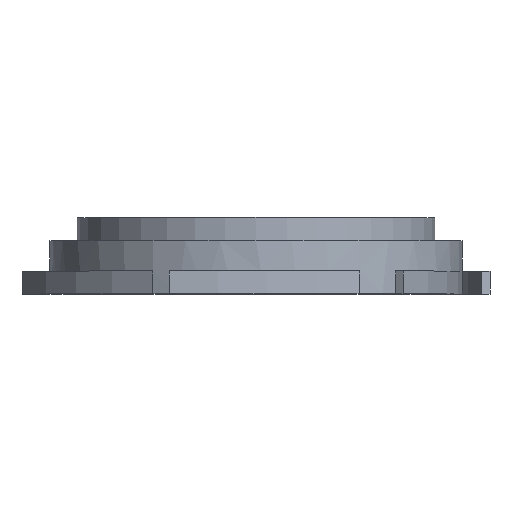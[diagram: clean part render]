
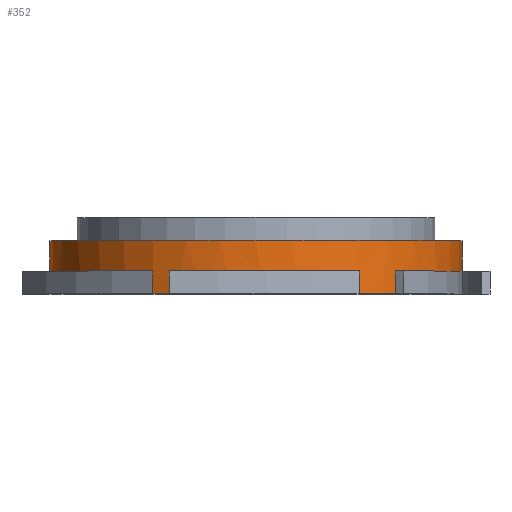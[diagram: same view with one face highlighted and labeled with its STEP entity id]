
A CAD part, top view. The second image highlights one B-rep face of the part: STEP entity #352.
In plain terms, the highlighted cylindrical face has radius 27 mm (diameter 54 mm), a partial arc.
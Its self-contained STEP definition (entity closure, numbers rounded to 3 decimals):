
#5 = ORIENTED_EDGE ( 'NONE', *, *, #438, .F. ) ;
#49 = EDGE_CURVE ( 'NONE', #1217, #745, #878, .T. ) ;
#63 = AXIS2_PLACEMENT_3D ( 'NONE', #842, #754, #941 ) ;
#66 = DIRECTION ( 'NONE',  ( 0., 1., 0. ) ) ;
#67 = VERTEX_POINT ( 'NONE', #1072 ) ;
#77 = DIRECTION ( 'NONE',  ( 1., 0., 0. ) ) ;
#82 = ORIENTED_EDGE ( 'NONE', *, *, #1145, .T. ) ;
#94 = EDGE_CURVE ( 'NONE', #1180, #1109, #771, .T. ) ;
#96 = CIRCLE ( 'NONE', #990, 27. ) ;
#100 = EDGE_CURVE ( 'NONE', #931, #494, #338, .T. ) ;
#102 = EDGE_CURVE ( 'NONE', #611, #745, #96, .T. ) ;
#106 = ORIENTED_EDGE ( 'NONE', *, *, #574, .T. ) ;
#109 = AXIS2_PLACEMENT_3D ( 'NONE', #505, #930, #1016 ) ;
#126 = ORIENTED_EDGE ( 'NONE', *, *, #828, .T. ) ;
#131 = LINE ( 'NONE', #876, #946 ) ;
#150 = EDGE_CURVE ( 'NONE', #329, #622, #131, .T. ) ;
#155 = VERTEX_POINT ( 'NONE', #1299 ) ;
#159 = DIRECTION ( 'NONE',  ( 0., 1., 0. ) ) ;
#179 = AXIS2_PLACEMENT_3D ( 'NONE', #371, #260, #677 ) ;
#189 = CARTESIAN_POINT ( 'NONE',  ( 27., -7., 0. ) ) ;
#191 = VERTEX_POINT ( 'NONE', #1187 ) ;
#203 = CARTESIAN_POINT ( 'NONE',  ( 13.5, -10., 23.383 ) ) ;
#209 = VECTOR ( 'NONE', #229, 1000. ) ;
#229 = DIRECTION ( 'NONE',  ( 0., 1., 0. ) ) ;
#232 = CARTESIAN_POINT ( 'NONE',  ( -23.065, -10., 14.036 ) ) ;
#242 = DIRECTION ( 'NONE',  ( 0., 1., 0. ) ) ;
#246 = VECTOR ( 'NONE', #962, 1000. ) ;
#248 = DIRECTION ( 'NONE',  ( -1., 0., 0. ) ) ;
#252 = EDGE_CURVE ( 'NONE', #67, #611, #636, .T. ) ;
#254 = CYLINDRICAL_SURFACE ( 'NONE', #719, 27. ) ;
#260 = DIRECTION ( 'NONE',  ( 0., -1., 0. ) ) ;
#286 = CARTESIAN_POINT ( 'NONE',  ( 13.5, -7., 23.383 ) ) ;
#288 = DIRECTION ( 'NONE',  ( 0., 1., 0. ) ) ;
#309 = EDGE_CURVE ( 'NONE', #931, #329, #892, .T. ) ;
#323 = ORIENTED_EDGE ( 'NONE', *, *, #723, .F. ) ;
#329 = VERTEX_POINT ( 'NONE', #411 ) ;
#338 = LINE ( 'NONE', #1181, #209 ) ;
#352 = ADVANCED_FACE ( 'NONE', ( #902 ), #254, .T. ) ;
#371 = CARTESIAN_POINT ( 'NONE',  ( 0., -10., 0. ) ) ;
#405 = CARTESIAN_POINT ( 'NONE',  ( 0.623, -10., 26.993 ) ) ;
#411 = CARTESIAN_POINT ( 'NONE',  ( -27., -10., 0. ) ) ;
#438 = EDGE_CURVE ( 'NONE', #67, #191, #1383, .T. ) ;
#445 = DIRECTION ( 'NONE',  ( 0., 1., 0. ) ) ;
#451 = DIRECTION ( 'NONE',  ( -1., 0., 0. ) ) ;
#461 = DIRECTION ( 'NONE',  ( 0., 1., 0. ) ) ;
#474 = LINE ( 'NONE', #1339, #1345 ) ;
#482 = EDGE_CURVE ( 'NONE', #911, #1217, #600, .T. ) ;
#486 = DIRECTION ( 'NONE',  ( 0., 1., 0. ) ) ;
#490 = DIRECTION ( 'NONE',  ( -1., 0., 0. ) ) ;
#494 = VERTEX_POINT ( 'NONE', #594 ) ;
#505 = CARTESIAN_POINT ( 'NONE',  ( 0., -7., 0. ) ) ;
#517 = CARTESIAN_POINT ( 'NONE',  ( -13.5, -10., 23.383 ) ) ;
#535 = CIRCLE ( 'NONE', #109, 27. ) ;
#553 = EDGE_CURVE ( 'NONE', #494, #940, #1036, .T. ) ;
#574 = EDGE_CURVE ( 'NONE', #155, #1109, #1338, .T. ) ;
#575 = CARTESIAN_POINT ( 'NONE',  ( 0., -7., 0. ) ) ;
#577 = ORIENTED_EDGE ( 'NONE', *, *, #100, .T. ) ;
#589 = ORIENTED_EDGE ( 'NONE', *, *, #94, .F. ) ;
#594 = CARTESIAN_POINT ( 'NONE',  ( -23.065, -7., 14.036 ) ) ;
#600 = CIRCLE ( 'NONE', #1206, 27. ) ;
#611 = VERTEX_POINT ( 'NONE', #1099 ) ;
#616 = LINE ( 'NONE', #517, #1113 ) ;
#622 = VERTEX_POINT ( 'NONE', #1112 ) ;
#636 = LINE ( 'NONE', #405, #246 ) ;
#658 = ORIENTED_EDGE ( 'NONE', *, *, #150, .F. ) ;
#677 = DIRECTION ( 'NONE',  ( 1., 0., 0. ) ) ;
#704 = EDGE_LOOP ( 'NONE', ( #126, #106, #589, #963, #658, #1139, #577, #870, #323, #5, #1039, #795, #738, #1233, #82 ) ) ;
#719 = AXIS2_PLACEMENT_3D ( 'NONE', #575, #1306, #1204 ) ;
#723 = EDGE_CURVE ( 'NONE', #191, #940, #616, .T. ) ;
#734 = VECTOR ( 'NONE', #159, 1000. ) ;
#737 = CARTESIAN_POINT ( 'NONE',  ( 23.688, -7., 12.957 ) ) ;
#738 = ORIENTED_EDGE ( 'NONE', *, *, #49, .F. ) ;
#745 = VERTEX_POINT ( 'NONE', #286 ) ;
#754 = DIRECTION ( 'NONE',  ( 0., -1., 0. ) ) ;
#770 = CARTESIAN_POINT ( 'NONE',  ( -13.5, -7., 23.383 ) ) ;
#771 = CIRCLE ( 'NONE', #880, 27. ) ;
#775 = CARTESIAN_POINT ( 'NONE',  ( 0., -7., 0. ) ) ;
#795 = ORIENTED_EDGE ( 'NONE', *, *, #102, .T. ) ;
#820 = VECTOR ( 'NONE', #1033, 1000. ) ;
#828 = EDGE_CURVE ( 'NONE', #844, #155, #535, .T. ) ;
#842 = CARTESIAN_POINT ( 'NONE',  ( 0., -10., 0. ) ) ;
#844 = VERTEX_POINT ( 'NONE', #737 ) ;
#869 = VECTOR ( 'NONE', #1207, 1000. ) ;
#870 = ORIENTED_EDGE ( 'NONE', *, *, #553, .T. ) ;
#876 = CARTESIAN_POINT ( 'NONE',  ( -27., -10., 0. ) ) ;
#878 = LINE ( 'NONE', #1302, #869 ) ;
#880 = AXIS2_PLACEMENT_3D ( 'NONE', #1081, #445, #451 ) ;
#892 = CIRCLE ( 'NONE', #63, 27. ) ;
#902 = FACE_OUTER_BOUND ( 'NONE', #704, .T. ) ;
#910 = CARTESIAN_POINT ( 'NONE',  ( 27., -3., 0. ) ) ;
#911 = VERTEX_POINT ( 'NONE', #964 ) ;
#926 = CARTESIAN_POINT ( 'NONE',  ( 23.688, -10., 12.957 ) ) ;
#930 = DIRECTION ( 'NONE',  ( 0., 1., 0. ) ) ;
#931 = VERTEX_POINT ( 'NONE', #232 ) ;
#940 = VERTEX_POINT ( 'NONE', #770 ) ;
#941 = DIRECTION ( 'NONE',  ( 1., 0., 0. ) ) ;
#946 = VECTOR ( 'NONE', #461, 1000. ) ;
#962 = DIRECTION ( 'NONE',  ( 0., 1., 0. ) ) ;
#963 = ORIENTED_EDGE ( 'NONE', *, *, #1088, .F. ) ;
#964 = CARTESIAN_POINT ( 'NONE',  ( 23.688, -10., 12.957 ) ) ;
#990 = AXIS2_PLACEMENT_3D ( 'NONE', #775, #242, #248 ) ;
#1012 = LINE ( 'NONE', #926, #734 ) ;
#1016 = DIRECTION ( 'NONE',  ( -1., 0., 0. ) ) ;
#1033 = DIRECTION ( 'NONE',  ( 0., 1., 0. ) ) ;
#1036 = CIRCLE ( 'NONE', #1100, 27. ) ;
#1039 = ORIENTED_EDGE ( 'NONE', *, *, #252, .T. ) ;
#1072 = CARTESIAN_POINT ( 'NONE',  ( 0.623, -10., 26.993 ) ) ;
#1081 = CARTESIAN_POINT ( 'NONE',  ( 0., -3., 0. ) ) ;
#1088 = EDGE_CURVE ( 'NONE', #622, #1180, #474, .T. ) ;
#1099 = CARTESIAN_POINT ( 'NONE',  ( 0.623, -7., 26.993 ) ) ;
#1100 = AXIS2_PLACEMENT_3D ( 'NONE', #1238, #288, #490 ) ;
#1109 = VERTEX_POINT ( 'NONE', #910 ) ;
#1112 = CARTESIAN_POINT ( 'NONE',  ( -27., -7., 0. ) ) ;
#1113 = VECTOR ( 'NONE', #66, 1000. ) ;
#1139 = ORIENTED_EDGE ( 'NONE', *, *, #309, .F. ) ;
#1145 = EDGE_CURVE ( 'NONE', #911, #844, #1012, .T. ) ;
#1180 = VERTEX_POINT ( 'NONE', #1223 ) ;
#1181 = CARTESIAN_POINT ( 'NONE',  ( -23.065, -10., 14.036 ) ) ;
#1187 = CARTESIAN_POINT ( 'NONE',  ( -13.5, -10., 23.383 ) ) ;
#1204 = DIRECTION ( 'NONE',  ( -1., 0., 0. ) ) ;
#1206 = AXIS2_PLACEMENT_3D ( 'NONE', #1230, #1246, #77 ) ;
#1207 = DIRECTION ( 'NONE',  ( 0., 1., 0. ) ) ;
#1217 = VERTEX_POINT ( 'NONE', #203 ) ;
#1223 = CARTESIAN_POINT ( 'NONE',  ( -27., -3., 0. ) ) ;
#1230 = CARTESIAN_POINT ( 'NONE',  ( 0., -10., 0. ) ) ;
#1233 = ORIENTED_EDGE ( 'NONE', *, *, #482, .F. ) ;
#1238 = CARTESIAN_POINT ( 'NONE',  ( 0., -7., 0. ) ) ;
#1246 = DIRECTION ( 'NONE',  ( 0., -1., 0. ) ) ;
#1299 = CARTESIAN_POINT ( 'NONE',  ( 27., -7., 0. ) ) ;
#1302 = CARTESIAN_POINT ( 'NONE',  ( 13.5, -10., 23.383 ) ) ;
#1306 = DIRECTION ( 'NONE',  ( 0., 1., 0. ) ) ;
#1338 = LINE ( 'NONE', #189, #820 ) ;
#1339 = CARTESIAN_POINT ( 'NONE',  ( -27., -7., 0. ) ) ;
#1345 = VECTOR ( 'NONE', #486, 1000. ) ;
#1383 = CIRCLE ( 'NONE', #179, 27. ) ;
